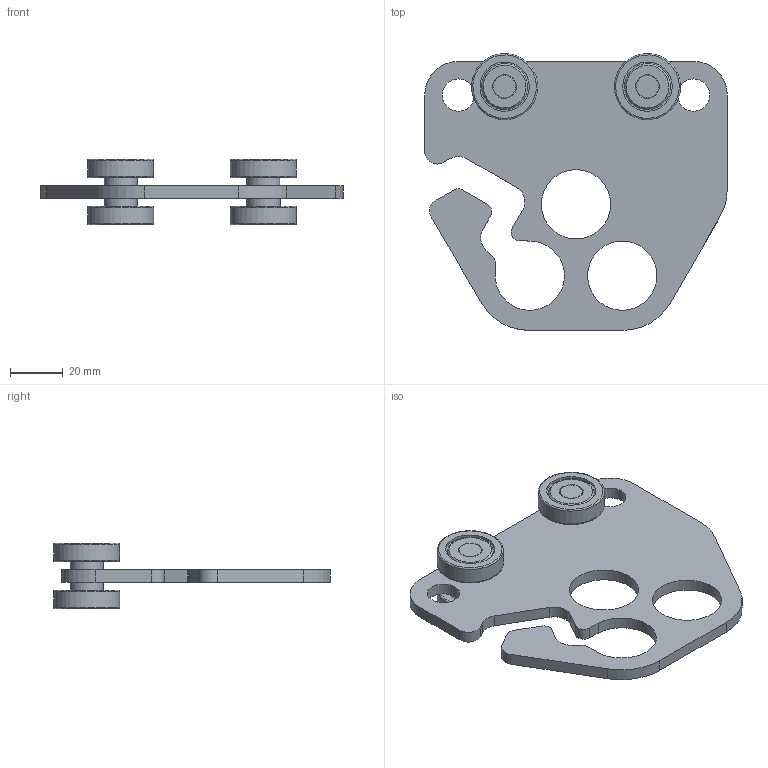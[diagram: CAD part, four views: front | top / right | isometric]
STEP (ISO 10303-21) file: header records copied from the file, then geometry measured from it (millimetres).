
FILE_DESCRIPTION(/* description */ ('--'),/* implementation_level */ '2;1');
FILE_NAME(/* name */ '625330.stp',/* time_stamp */ '2018-01-03T12:11:12-06:00',/* author */ ('kpea'),/* organization */ ('Gleason Reel'),/* preprocessor_version */ 'ST-DEVELOPER v16.1',/* originating_system */ 'Autodesk Inventor 2016',/* authorisation */ '');
FILE_SCHEMA (('AUTOMOTIVE_DESIGN { 1 0 10303 214 3 1 1 }'));
Length unit declared in the file: inch
Products named in the file (4): 625526; F0020029A; 000H1135ST; 625330
Assembly tree (7 placements, depth 2):
  625330
    625526
    F0020029A  x4
    000H1135ST  x2
Bounding box: 114.3 x 104.57 x 24.77 mm (x, y, z)
Volume: 46996.3 mm3; surface area: 31177.6 mm2
Topology: 11 solids, 15 shells, 150 faces, 304 edges, 202 vertices
Faces by surface type: plane 63, cylinder 61, cone 14, torus 12
Full cylindrical faces by diameter (mm): 4.42 x2, 6.35 x2, 6.413 x8, 6.477 x2, 12.167 x2, 12.509 x4, 13.723 x4, 18.644 x16, 24.994 x4, 26.162 x2
Entity records: 2025 total; most frequent: DIRECTION 364, CARTESIAN_POINT 314, ORIENTED_EDGE 264, AXIS2_PLACEMENT_3D 152, EDGE_CURVE 132, EDGE_LOOP 116, VERTEX_POINT 102, CIRCLE 72
